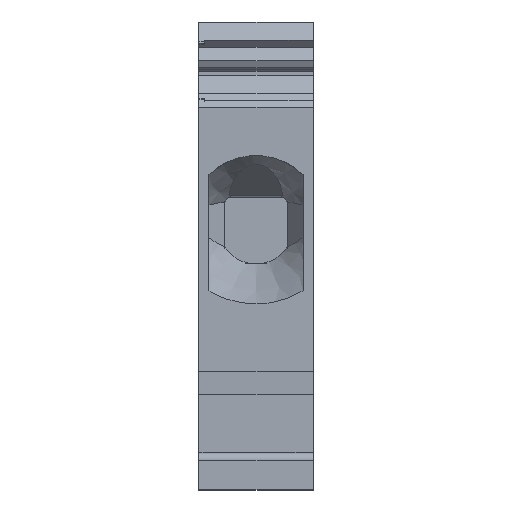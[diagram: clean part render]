
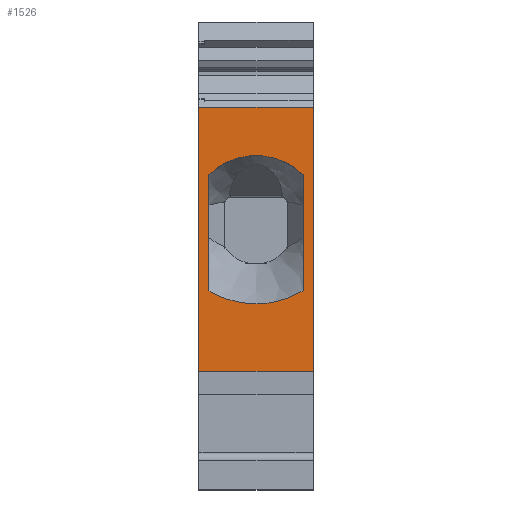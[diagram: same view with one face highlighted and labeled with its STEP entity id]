
A CAD part, front view. The second image highlights one B-rep face of the part: STEP entity #1526.
In plain terms, the highlighted planar face has unit normal (0, -1, 0).
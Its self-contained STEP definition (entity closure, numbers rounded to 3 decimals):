
#1439=AXIS2_PLACEMENT_3D('Plane Axis2P3D',#1436,#1437,#1438) ;
#1516=AXIS2_PLACEMENT_3D('Circle Axis2P3D',#1514,#1515,$) ;
#1436=CARTESIAN_POINT('Axis2P3D Location',(12.15,0.,13.6)) ;
#1441=CARTESIAN_POINT('Line Origine',(6.075,0.,40.674)) ;
#1445=CARTESIAN_POINT('Vertex',(12.15,0.,40.674)) ;
#1447=CARTESIAN_POINT('Vertex',(0.,0.,40.674)) ;
#1450=CARTESIAN_POINT('Line Origine',(0.,0.,26.637)) ;
#1454=CARTESIAN_POINT('Vertex',(0.,0.,12.6)) ;
#1457=CARTESIAN_POINT('Line Origine',(6.075,0.,12.6)) ;
#1461=CARTESIAN_POINT('Vertex',(12.15,0.,12.6)) ;
#1464=CARTESIAN_POINT('Line Origine',(12.15,0.,26.637)) ;
#1475=CARTESIAN_POINT('Line Origine',(11.075,0.,27.332)) ;
#1479=CARTESIAN_POINT('Vertex',(11.075,0.,33.501)) ;
#1481=CARTESIAN_POINT('Vertex',(11.075,0.,21.163)) ;
#1485=CARTESIAN_POINT('Control Point',(11.075,0.,21.163)) ;
#1486=CARTESIAN_POINT('Control Point',(10.173,0.,20.623)) ;
#1487=CARTESIAN_POINT('Control Point',(9.198,0.,20.205)) ;
#1488=CARTESIAN_POINT('Control Point',(8.174,0.,19.922)) ;
#1489=CARTESIAN_POINT('Control Point',(7.125,0.,19.78)) ;
#1490=CARTESIAN_POINT('Control Point',(6.075,0.,19.78)) ;
#1491=CARTESIAN_POINT('Vertex',(6.075,0.,19.78)) ;
#1495=CARTESIAN_POINT('Control Point',(6.075,0.,19.78)) ;
#1496=CARTESIAN_POINT('Control Point',(5.902,0.,19.78)) ;
#1497=CARTESIAN_POINT('Control Point',(5.729,0.,19.784)) ;
#1498=CARTESIAN_POINT('Control Point',(5.556,0.,19.792)) ;
#1499=CARTESIAN_POINT('Control Point',(4.508,0.,19.862)) ;
#1500=CARTESIAN_POINT('Control Point',(3.473,0.,20.073)) ;
#1501=CARTESIAN_POINT('Control Point',(2.632,0.,20.347)) ;
#1502=CARTESIAN_POINT('Control Point',(1.829,0.,20.712)) ;
#1503=CARTESIAN_POINT('Control Point',(1.075,0.,21.163)) ;
#1504=CARTESIAN_POINT('Vertex',(1.075,0.,21.163)) ;
#1507=CARTESIAN_POINT('Line Origine',(1.075,0.,27.332)) ;
#1511=CARTESIAN_POINT('Vertex',(1.075,0.,33.501)) ;
#1514=CARTESIAN_POINT('Axis2P3D Location',(6.075,0.,28.461)) ;
#1437=DIRECTION('Axis2P3D Direction',(0.,1.,0.)) ;
#1438=DIRECTION('Axis2P3D XDirection',(0.,0.,-1.)) ;
#1442=DIRECTION('Vector Direction',(-1.,0.,0.)) ;
#1451=DIRECTION('Vector Direction',(0.,0.,1.)) ;
#1458=DIRECTION('Vector Direction',(1.,0.,0.)) ;
#1465=DIRECTION('Vector Direction',(0.,0.,1.)) ;
#1476=DIRECTION('Vector Direction',(0.,0.,-1.)) ;
#1508=DIRECTION('Vector Direction',(0.,0.,-1.)) ;
#1515=DIRECTION('Axis2P3D Direction',(0.,1.,0.)) ;
#1443=VECTOR('Line Direction',#1442,1.) ;
#1452=VECTOR('Line Direction',#1451,1.) ;
#1459=VECTOR('Line Direction',#1458,1.) ;
#1466=VECTOR('Line Direction',#1465,1.) ;
#1477=VECTOR('Line Direction',#1476,1.) ;
#1509=VECTOR('Line Direction',#1508,1.) ;
#1470=ORIENTED_EDGE('',*,*,#1449,.T.) ;
#1471=ORIENTED_EDGE('',*,*,#1456,.F.) ;
#1472=ORIENTED_EDGE('',*,*,#1463,.T.) ;
#1473=ORIENTED_EDGE('',*,*,#1468,.T.) ;
#1520=ORIENTED_EDGE('',*,*,#1483,.T.) ;
#1521=ORIENTED_EDGE('',*,*,#1493,.T.) ;
#1522=ORIENTED_EDGE('',*,*,#1506,.T.) ;
#1523=ORIENTED_EDGE('',*,*,#1513,.F.) ;
#1524=ORIENTED_EDGE('',*,*,#1518,.T.) ;
#1525=FACE_BOUND('',#1519,.T.) ;
#1526=ADVANCED_FACE('MANIFOLD_SOLID_BREP #80590',(#1474,#1525),#1440,.F.) ;
#1484=B_SPLINE_CURVE_WITH_KNOTS('',5,(#1485,#1486,#1487,#1488,#1489,#1490),.UNSPECIFIED.,.F.,.U.,(6,6),(0.,9.12),.UNSPECIFIED.) ;
#1494=B_SPLINE_CURVE_WITH_KNOTS('',5,(#1495,#1496,#1497,#1498,#1499,#1500,#1501,#1502,#1503),.UNSPECIFIED.,.F.,.U.,(6,3,6),(9.12,10.624,18.24),.UNSPECIFIED.) ;
#1517=CIRCLE('generated circle',#1516,7.1) ;
#1449=EDGE_CURVE('',#1446,#1448,#1444,.T.) ;
#1456=EDGE_CURVE('',#1455,#1448,#1453,.T.) ;
#1463=EDGE_CURVE('',#1455,#1462,#1460,.T.) ;
#1468=EDGE_CURVE('',#1462,#1446,#1467,.T.) ;
#1483=EDGE_CURVE('',#1480,#1482,#1478,.T.) ;
#1493=EDGE_CURVE('',#1482,#1492,#1484,.T.) ;
#1506=EDGE_CURVE('',#1492,#1505,#1494,.T.) ;
#1513=EDGE_CURVE('',#1512,#1505,#1510,.T.) ;
#1518=EDGE_CURVE('',#1512,#1480,#1517,.T.) ;
#1469=EDGE_LOOP('',(#1470,#1471,#1472,#1473)) ;
#1519=EDGE_LOOP('',(#1520,#1521,#1522,#1523,#1524)) ;
#1474=FACE_OUTER_BOUND('',#1469,.T.) ;
#1444=LINE('Line',#1441,#1443) ;
#1453=LINE('Line',#1450,#1452) ;
#1460=LINE('Line',#1457,#1459) ;
#1467=LINE('Line',#1464,#1466) ;
#1478=LINE('Line',#1475,#1477) ;
#1510=LINE('Line',#1507,#1509) ;
#1440=PLANE('',#1439) ;
#1446=VERTEX_POINT('',#1445) ;
#1448=VERTEX_POINT('',#1447) ;
#1455=VERTEX_POINT('',#1454) ;
#1462=VERTEX_POINT('',#1461) ;
#1480=VERTEX_POINT('',#1479) ;
#1482=VERTEX_POINT('',#1481) ;
#1492=VERTEX_POINT('',#1491) ;
#1505=VERTEX_POINT('',#1504) ;
#1512=VERTEX_POINT('',#1511) ;
